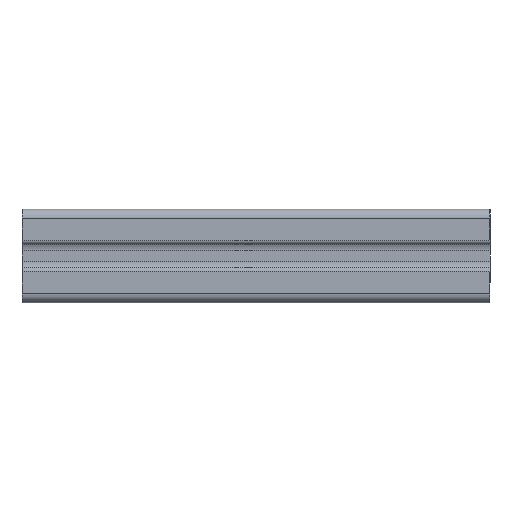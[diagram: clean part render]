
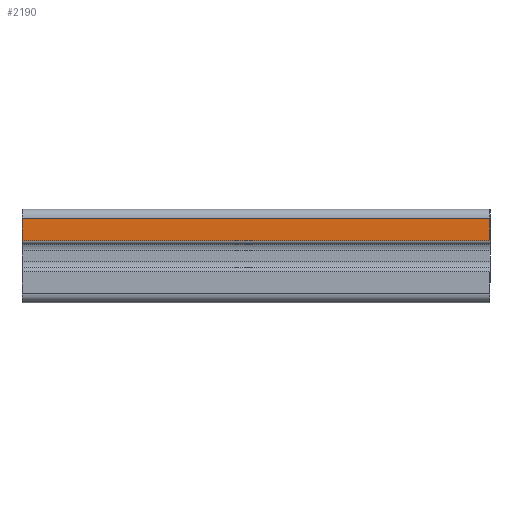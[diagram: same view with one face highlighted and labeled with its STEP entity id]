
A CAD part, left-side view. The second image highlights one B-rep face of the part: STEP entity #2190.
In plain terms, the highlighted planar face has unit normal (-1, 0, 0).
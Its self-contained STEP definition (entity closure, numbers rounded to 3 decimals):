
#33 = PLANE('',#34);
#34 = AXIS2_PLACEMENT_3D('',#35,#36,#37);
#35 = CARTESIAN_POINT('',(-10.,-50.,-10.));
#36 = DIRECTION('',(0.,-1.,0.));
#37 = DIRECTION('',(0.,0.,-1.));
#1107 = VERTEX_POINT('',#1108);
#1108 = CARTESIAN_POINT('',(-10.,-50.,8.));
#1123 = CYLINDRICAL_SURFACE('',#1124,2.);
#1124 = AXIS2_PLACEMENT_3D('',#1125,#1126,#1127);
#1125 = CARTESIAN_POINT('',(-8.,-50.,8.));
#1126 = DIRECTION('',(-0.,-1.,-0.));
#1127 = DIRECTION('',(0.,0.,1.));
#1135 = EDGE_CURVE('',#1107,#1136,#1138,.T.);
#1136 = VERTEX_POINT('',#1137);
#1137 = CARTESIAN_POINT('',(-10.,-50.,3.3));
#1138 = SURFACE_CURVE('',#1139,(#1143,#1150),.PCURVE_S1.);
#1139 = LINE('',#1140,#1141);
#1140 = CARTESIAN_POINT('',(-10.,-50.,10.));
#1141 = VECTOR('',#1142,1.);
#1142 = DIRECTION('',(0.,0.,-1.));
#1143 = PCURVE('',#33,#1144);
#1144 = DEFINITIONAL_REPRESENTATION('',(#1145),#1149);
#1145 = LINE('',#1146,#1147);
#1146 = CARTESIAN_POINT('',(-20.,0.));
#1147 = VECTOR('',#1148,1.);
#1148 = DIRECTION('',(1.,0.));
#1149 = ( GEOMETRIC_REPRESENTATION_CONTEXT(2) 
PARAMETRIC_REPRESENTATION_CONTEXT() REPRESENTATION_CONTEXT('2D SPACE',''
  ) );
#1150 = PCURVE('',#1151,#1156);
#1151 = PLANE('',#1152);
#1152 = AXIS2_PLACEMENT_3D('',#1153,#1154,#1155);
#1153 = CARTESIAN_POINT('',(-10.,-50.,10.));
#1154 = DIRECTION('',(1.,0.,0.));
#1155 = DIRECTION('',(0.,0.,-1.));
#1156 = DEFINITIONAL_REPRESENTATION('',(#1157),#1161);
#1157 = LINE('',#1158,#1159);
#1158 = CARTESIAN_POINT('',(0.,0.));
#1159 = VECTOR('',#1160,1.);
#1160 = DIRECTION('',(1.,0.));
#1161 = ( GEOMETRIC_REPRESENTATION_CONTEXT(2) 
PARAMETRIC_REPRESENTATION_CONTEXT() REPRESENTATION_CONTEXT('2D SPACE',''
  ) );
#1180 = CYLINDRICAL_SURFACE('',#1181,0.8);
#1181 = AXIS2_PLACEMENT_3D('',#1182,#1183,#1184);
#1182 = CARTESIAN_POINT('',(-9.2,54.12,3.3));
#1183 = DIRECTION('',(-0.,1.,-0.));
#1184 = DIRECTION('',(0.,0.,-1.));
#2190 = ADVANCED_FACE('',(#2191),#1151,.F.);
#2191 = FACE_BOUND('',#2192,.T.);
#2192 = EDGE_LOOP('',(#2193,#2194,#2217,#2245));
#2193 = ORIENTED_EDGE('',*,*,#1135,.F.);
#2194 = ORIENTED_EDGE('',*,*,#2195,.T.);
#2195 = EDGE_CURVE('',#1107,#2196,#2198,.T.);
#2196 = VERTEX_POINT('',#2197);
#2197 = CARTESIAN_POINT('',(-10.,50.,8.));
#2198 = SURFACE_CURVE('',#2199,(#2203,#2210),.PCURVE_S1.);
#2199 = LINE('',#2200,#2201);
#2200 = CARTESIAN_POINT('',(-10.,-50.,8.));
#2201 = VECTOR('',#2202,1.);
#2202 = DIRECTION('',(0.,1.,0.));
#2203 = PCURVE('',#1151,#2204);
#2204 = DEFINITIONAL_REPRESENTATION('',(#2205),#2209);
#2205 = LINE('',#2206,#2207);
#2206 = CARTESIAN_POINT('',(2.,0.));
#2207 = VECTOR('',#2208,1.);
#2208 = DIRECTION('',(0.,1.));
#2209 = ( GEOMETRIC_REPRESENTATION_CONTEXT(2) 
PARAMETRIC_REPRESENTATION_CONTEXT() REPRESENTATION_CONTEXT('2D SPACE',''
  ) );
#2210 = PCURVE('',#1123,#2211);
#2211 = DEFINITIONAL_REPRESENTATION('',(#2212),#2216);
#2212 = LINE('',#2213,#2214);
#2213 = CARTESIAN_POINT('',(1.571,0.));
#2214 = VECTOR('',#2215,1.);
#2215 = DIRECTION('',(0.,-1.));
#2216 = ( GEOMETRIC_REPRESENTATION_CONTEXT(2) 
PARAMETRIC_REPRESENTATION_CONTEXT() REPRESENTATION_CONTEXT('2D SPACE',''
  ) );
#2217 = ORIENTED_EDGE('',*,*,#2218,.T.);
#2218 = EDGE_CURVE('',#2196,#2219,#2221,.T.);
#2219 = VERTEX_POINT('',#2220);
#2220 = CARTESIAN_POINT('',(-10.,50.,3.3));
#2221 = SURFACE_CURVE('',#2222,(#2226,#2233),.PCURVE_S1.);
#2222 = LINE('',#2223,#2224);
#2223 = CARTESIAN_POINT('',(-10.,50.,10.));
#2224 = VECTOR('',#2225,1.);
#2225 = DIRECTION('',(0.,0.,-1.));
#2226 = PCURVE('',#1151,#2227);
#2227 = DEFINITIONAL_REPRESENTATION('',(#2228),#2232);
#2228 = LINE('',#2229,#2230);
#2229 = CARTESIAN_POINT('',(0.,100.));
#2230 = VECTOR('',#2231,1.);
#2231 = DIRECTION('',(1.,0.));
#2232 = ( GEOMETRIC_REPRESENTATION_CONTEXT(2) 
PARAMETRIC_REPRESENTATION_CONTEXT() REPRESENTATION_CONTEXT('2D SPACE',''
  ) );
#2233 = PCURVE('',#2234,#2239);
#2234 = PLANE('',#2235);
#2235 = AXIS2_PLACEMENT_3D('',#2236,#2237,#2238);
#2236 = CARTESIAN_POINT('',(-10.,50.,-10.));
#2237 = DIRECTION('',(0.,-1.,0.));
#2238 = DIRECTION('',(0.,0.,-1.));
#2239 = DEFINITIONAL_REPRESENTATION('',(#2240),#2244);
#2240 = LINE('',#2241,#2242);
#2241 = CARTESIAN_POINT('',(-20.,0.));
#2242 = VECTOR('',#2243,1.);
#2243 = DIRECTION('',(1.,0.));
#2244 = ( GEOMETRIC_REPRESENTATION_CONTEXT(2) 
PARAMETRIC_REPRESENTATION_CONTEXT() REPRESENTATION_CONTEXT('2D SPACE',''
  ) );
#2245 = ORIENTED_EDGE('',*,*,#2246,.T.);
#2246 = EDGE_CURVE('',#2219,#1136,#2247,.T.);
#2247 = SURFACE_CURVE('',#2248,(#2252,#2259),.PCURVE_S1.);
#2248 = LINE('',#2249,#2250);
#2249 = CARTESIAN_POINT('',(-10.,54.12,3.3));
#2250 = VECTOR('',#2251,1.);
#2251 = DIRECTION('',(0.,-1.,0.));
#2252 = PCURVE('',#1151,#2253);
#2253 = DEFINITIONAL_REPRESENTATION('',(#2254),#2258);
#2254 = LINE('',#2255,#2256);
#2255 = CARTESIAN_POINT('',(6.7,104.12));
#2256 = VECTOR('',#2257,1.);
#2257 = DIRECTION('',(0.,-1.));
#2258 = ( GEOMETRIC_REPRESENTATION_CONTEXT(2) 
PARAMETRIC_REPRESENTATION_CONTEXT() REPRESENTATION_CONTEXT('2D SPACE',''
  ) );
#2259 = PCURVE('',#1180,#2260);
#2260 = DEFINITIONAL_REPRESENTATION('',(#2261),#2265);
#2261 = LINE('',#2262,#2263);
#2262 = CARTESIAN_POINT('',(1.571,0.));
#2263 = VECTOR('',#2264,1.);
#2264 = DIRECTION('',(0.,-1.));
#2265 = ( GEOMETRIC_REPRESENTATION_CONTEXT(2) 
PARAMETRIC_REPRESENTATION_CONTEXT() REPRESENTATION_CONTEXT('2D SPACE',''
  ) );
